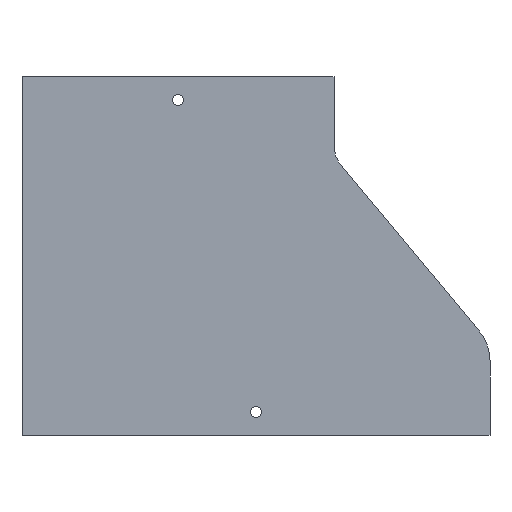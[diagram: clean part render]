
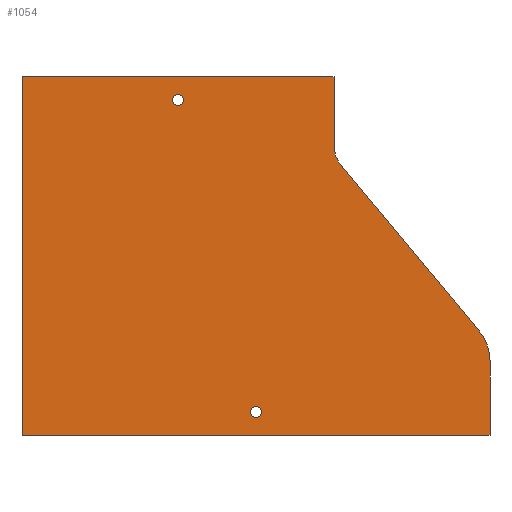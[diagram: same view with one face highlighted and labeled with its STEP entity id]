
A CAD part, front view. The second image highlights one B-rep face of the part: STEP entity #1054.
In plain terms, the highlighted planar face has unit normal (0, -1, 0).
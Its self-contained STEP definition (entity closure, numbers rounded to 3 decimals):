
#125 = CARTESIAN_POINT ( 'NONE',  ( -200., 0., 0. ) ) ;
#135 = DIRECTION ( 'NONE',  ( 1., 0., 0. ) ) ;
#140 = CARTESIAN_POINT ( 'NONE',  ( -300., 0., -230. ) ) ;
#142 = DIRECTION ( 'NONE',  ( -1., 0., 0. ) ) ;
#150 = CARTESIAN_POINT ( 'NONE',  ( 150., 0., -215. ) ) ;
#151 = DIRECTION ( 'NONE',  ( 0., -1., 0. ) ) ;
#152 = DIRECTION ( 'NONE',  ( 0., 0., -1. ) ) ;
#153 = CARTESIAN_POINT ( 'NONE',  ( 0., 0., 0. ) ) ;
#157 = DIRECTION ( 'NONE',  ( -0.64, 0., 0.768 ) ) ;
#158 = CARTESIAN_POINT ( 'NONE',  ( 100., 0., -15. ) ) ;
#159 = DIRECTION ( 'NONE',  ( 0., -1., 0. ) ) ;
#160 = DIRECTION ( 'NONE',  ( 0., 0., -1. ) ) ;
#161 = DIRECTION ( 'NONE',  ( 0., 0., 1. ) ) ;
#164 = CARTESIAN_POINT ( 'NONE',  ( 204.636, 0., -56.942 ) ) ;
#165 = CARTESIAN_POINT ( 'NONE',  ( 270., 0., -182.241 ) ) ;
#166 = DIRECTION ( 'NONE',  ( 0., -1., 0. ) ) ;
#167 = DIRECTION ( 'NONE',  ( 0., 0., 1. ) ) ;
#168 = CARTESIAN_POINT ( 'NONE',  ( 220., 0., -44.139 ) ) ;
#169 = DIRECTION ( 'NONE',  ( 0., 1., 0. ) ) ;
#170 = DIRECTION ( 'NONE',  ( 0., 0., 1. ) ) ;
#387 = CARTESIAN_POINT ( 'NONE',  ( 300., 0., -182.241 ) ) ;
#388 = DIRECTION ( 'NONE',  ( 0., 0., 1. ) ) ;
#409 = CARTESIAN_POINT ( 'NONE',  ( 200., 0., 0. ) ) ;
#410 = DIRECTION ( 'NONE',  ( 0., 0., 1. ) ) ;
#430 = CARTESIAN_POINT ( 'NONE',  ( 100., 0., -18.5 ) ) ;
#434 = CARTESIAN_POINT ( 'NONE',  ( 150., 0., -218.5 ) ) ;
#494 = ORIENTED_EDGE ( 'NONE', *, *, #1510, .F. ) ;
#495 = ORIENTED_EDGE ( 'NONE', *, *, #1512, .F. ) ;
#496 = ORIENTED_EDGE ( 'NONE', *, *, #1501, .F. ) ;
#497 = ORIENTED_EDGE ( 'NONE', *, *, #1513, .F. ) ;
#498 = ORIENTED_EDGE ( 'NONE', *, *, #1504, .F. ) ;
#499 = ORIENTED_EDGE ( 'NONE', *, *, #1615, .T. ) ;
#500 = ORIENTED_EDGE ( 'NONE', *, *, #1514, .T. ) ;
#501 = ORIENTED_EDGE ( 'NONE', *, *, #1515, .T. ) ;
#502 = ORIENTED_EDGE ( 'NONE', *, *, #1516, .T. ) ;
#503 = ORIENTED_EDGE ( 'NONE', *, *, #1624, .T. ) ;
#720 = VERTEX_POINT ( 'NONE', #1773 ) ;
#727 = VERTEX_POINT ( 'NONE', #1807 ) ;
#735 = VERTEX_POINT ( 'NONE', #1658 ) ;
#751 = VERTEX_POINT ( 'NONE', #1815 ) ;
#779 = VERTEX_POINT ( 'NONE', #1665 ) ;
#789 = VERTEX_POINT ( 'NONE', #1797 ) ;
#790 = VERTEX_POINT ( 'NONE', #1798 ) ;
#801 = VERTEX_POINT ( 'NONE', #1764 ) ;
#811 = EDGE_LOOP ( 'NONE', ( #496, #497, #498, #499, #500, #501, #502, #503 ) ) ;
#859 = EDGE_LOOP ( 'NONE', ( #495 ) ) ;
#864 = EDGE_LOOP ( 'NONE', ( #494 ) ) ;
#886 = FACE_BOUND ( 'NONE', #864, .T. ) ;
#893 = FACE_OUTER_BOUND ( 'NONE', #811, .T. ) ;
#897 = FACE_BOUND ( 'NONE', #859, .T. ) ;
#999 = LINE ( 'NONE', #125, #1004 ) ;
#1004 = VECTOR ( 'NONE', #135, 1000. ) ;
#1007 = LINE ( 'NONE', #140, #1010 ) ;
#1010 = VECTOR ( 'NONE', #142, 1000. ) ;
#1013 = LINE ( 'NONE', #164, #1028 ) ;
#1019 = CIRCLE ( 'NONE', #1389, 3.5 ) ;
#1021 = CIRCLE ( 'NONE', #1374, 30. ) ;
#1022 = CIRCLE ( 'NONE', #1380, 3.5 ) ;
#1024 = LINE ( 'NONE', #153, #1026 ) ;
#1025 = CIRCLE ( 'NONE', #1373, 20. ) ;
#1026 = VECTOR ( 'NONE', #161, 1000. ) ;
#1028 = VECTOR ( 'NONE', #157, 1000. ) ;
#1054 = ADVANCED_FACE ( 'NONE', ( #886, #897, #893 ), #1749, .F. ) ;
#1300 = LINE ( 'NONE', #387, #1302 ) ;
#1302 = VECTOR ( 'NONE', #388, 1000. ) ;
#1314 = LINE ( 'NONE', #409, #1316 ) ;
#1316 = VECTOR ( 'NONE', #410, 1000. ) ;
#1326 = VERTEX_POINT ( 'NONE', #434 ) ;
#1329 = VERTEX_POINT ( 'NONE', #430 ) ;
#1373 = AXIS2_PLACEMENT_3D ( 'NONE', #168, #169, #170 ) ;
#1374 = AXIS2_PLACEMENT_3D ( 'NONE', #165, #166, #167 ) ;
#1380 = AXIS2_PLACEMENT_3D ( 'NONE', #158, #159, #160 ) ;
#1389 = AXIS2_PLACEMENT_3D ( 'NONE', #150, #151, #152 ) ;
#1474 = AXIS2_PLACEMENT_3D ( 'NONE', #1685, #1743, #1751 ) ;
#1501 = EDGE_CURVE ( 'NONE', #790, #727, #999, .T. ) ;
#1504 = EDGE_CURVE ( 'NONE', #735, #789, #1007, .T. ) ;
#1510 = EDGE_CURVE ( 'NONE', #1326, #1326, #1019, .T. ) ;
#1512 = EDGE_CURVE ( 'NONE', #1329, #1329, #1022, .T. ) ;
#1513 = EDGE_CURVE ( 'NONE', #789, #790, #1024, .T. ) ;
#1514 = EDGE_CURVE ( 'NONE', #751, #779, #1021, .T. ) ;
#1515 = EDGE_CURVE ( 'NONE', #779, #801, #1013, .T. ) ;
#1516 = EDGE_CURVE ( 'NONE', #801, #720, #1025, .T. ) ;
#1615 = EDGE_CURVE ( 'NONE', #735, #751, #1300, .T. ) ;
#1624 = EDGE_CURVE ( 'NONE', #720, #727, #1314, .T. ) ;
#1658 = CARTESIAN_POINT ( 'NONE',  ( 300., 0., -230. ) ) ;
#1665 = CARTESIAN_POINT ( 'NONE',  ( 293.047, 0., -163.035 ) ) ;
#1685 = CARTESIAN_POINT ( 'NONE',  ( -220., 0., -44.139 ) ) ;
#1743 = DIRECTION ( 'NONE',  ( 0., 1., 0. ) ) ;
#1749 = PLANE ( 'NONE',  #1474 ) ;
#1751 = DIRECTION ( 'NONE',  ( 0., 0., 1. ) ) ;
#1764 = CARTESIAN_POINT ( 'NONE',  ( 204.636, 0., -56.942 ) ) ;
#1773 = CARTESIAN_POINT ( 'NONE',  ( 200., 0., -44.139 ) ) ;
#1797 = CARTESIAN_POINT ( 'NONE',  ( 0., 0., -230. ) ) ;
#1798 = CARTESIAN_POINT ( 'NONE',  ( 0., 0., 0. ) ) ;
#1807 = CARTESIAN_POINT ( 'NONE',  ( 200., 0., 0. ) ) ;
#1815 = CARTESIAN_POINT ( 'NONE',  ( 300., 0., -182.241 ) ) ;
